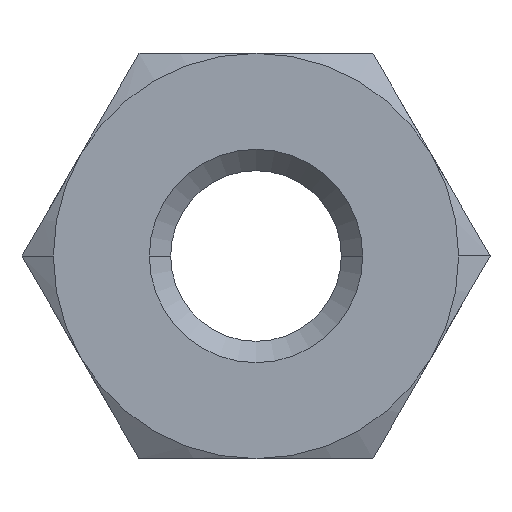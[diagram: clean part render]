
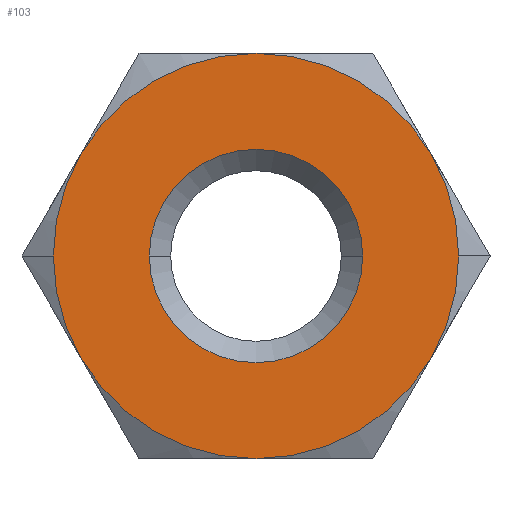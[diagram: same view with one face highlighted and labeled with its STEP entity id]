
A CAD part, left-side view. The second image highlights one B-rep face of the part: STEP entity #103.
In plain terms, the highlighted planar face has unit normal (-1, 0, 0).
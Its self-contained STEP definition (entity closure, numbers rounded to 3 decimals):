
#103=ADVANCED_FACE('',(#250,#251),#252,.T.);
#250=FACE_BOUND('',#428,.T.);
#251=FACE_OUTER_BOUND('',#429,.T.);
#252=PLANE('',#430);
#428=EDGE_LOOP('',(#882,#883));
#429=EDGE_LOOP('',(#884,#885,#886,#887,#888,#889,#890,#891));
#430=AXIS2_PLACEMENT_3D('',#892,#893,#894);
#882=ORIENTED_EDGE('',*,*,#1175,.T.);
#883=ORIENTED_EDGE('',*,*,#1174,.T.);
#884=ORIENTED_EDGE('',*,*,#1242,.F.);
#885=ORIENTED_EDGE('',*,*,#1228,.F.);
#886=ORIENTED_EDGE('',*,*,#1231,.F.);
#887=ORIENTED_EDGE('',*,*,#1233,.F.);
#888=ORIENTED_EDGE('',*,*,#1146,.F.);
#889=ORIENTED_EDGE('',*,*,#1237,.F.);
#890=ORIENTED_EDGE('',*,*,#1240,.F.);
#891=ORIENTED_EDGE('',*,*,#1142,.F.);
#892=CARTESIAN_POINT('',(-21.0,-4.75,0.0));
#893=DIRECTION('',(-1.0,0.,-0.0));
#894=DIRECTION('',(0.,1.0,0.0));
#1142=EDGE_CURVE('',#1351,#1354,#1355,.T.);
#1146=EDGE_CURVE('',#1360,#1358,#1362,.T.);
#1174=EDGE_CURVE('',#1410,#1412,#1414,.T.);
#1175=EDGE_CURVE('',#1412,#1410,#1415,.T.);
#1228=EDGE_CURVE('',#1488,#1490,#1491,.T.);
#1231=EDGE_CURVE('',#1494,#1488,#1496,.T.);
#1233=EDGE_CURVE('',#1358,#1494,#1498,.T.);
#1237=EDGE_CURVE('',#1502,#1360,#1504,.T.);
#1240=EDGE_CURVE('',#1354,#1502,#1508,.T.);
#1242=EDGE_CURVE('',#1490,#1351,#1510,.T.);
#1351=VERTEX_POINT('',#1715);
#1354=VERTEX_POINT('',#1719);
#1355=CIRCLE('',#1720,9.5);
#1358=VERTEX_POINT('',#1734);
#1360=VERTEX_POINT('',#1737);
#1362=CIRCLE('',#1750,9.5);
#1410=VERTEX_POINT('',#1854);
#1412=VERTEX_POINT('',#1857);
#1414=CIRCLE('',#1860,5.0);
#1415=CIRCLE('',#1861,5.0);
#1488=VERTEX_POINT('',#2160);
#1490=VERTEX_POINT('',#2173);
#1491=CIRCLE('',#2174,9.5);
#1494=VERTEX_POINT('',#2188);
#1496=CIRCLE('',#2201,9.5);
#1498=CIRCLE('',#2214,9.5);
#1502=VERTEX_POINT('',#2240);
#1504=CIRCLE('',#2253,9.5);
#1508=CIRCLE('',#2279,9.5);
#1510=CIRCLE('',#2292,9.5);
#1715=CARTESIAN_POINT('',(-21.0,-9.5,0.));
#1719=CARTESIAN_POINT('',(-21.0,-8.227,-4.75));
#1720=AXIS2_PLACEMENT_3D('',#2752,#2753,#2754);
#1734=CARTESIAN_POINT('',(-21.0,9.5,0.));
#1737=CARTESIAN_POINT('',(-21.0,8.227,-4.75));
#1750=AXIS2_PLACEMENT_3D('',#2756,#2757,#2758);
#1854=CARTESIAN_POINT('',(-21.0,5.0,0.));
#1857=CARTESIAN_POINT('',(-21.0,-5.0,0.));
#1860=AXIS2_PLACEMENT_3D('',#2800,#2801,#2802);
#1861=AXIS2_PLACEMENT_3D('',#2803,#2804,#2805);
#2160=CARTESIAN_POINT('',(-21.0,0.,9.5));
#2173=CARTESIAN_POINT('',(-21.0,-8.227,4.75));
#2174=AXIS2_PLACEMENT_3D('',#2887,#2888,#2889);
#2188=CARTESIAN_POINT('',(-21.0,8.227,4.75));
#2201=AXIS2_PLACEMENT_3D('',#2890,#2891,#2892);
#2214=AXIS2_PLACEMENT_3D('',#2893,#2894,#2895);
#2240=CARTESIAN_POINT('',(-21.0,0.0,-9.5));
#2253=AXIS2_PLACEMENT_3D('',#2896,#2897,#2898);
#2279=AXIS2_PLACEMENT_3D('',#2899,#2900,#2901);
#2292=AXIS2_PLACEMENT_3D('',#2902,#2903,#2904);
#2752=CARTESIAN_POINT('',(-21.0,0.0,0.0));
#2753=DIRECTION('',(1.0,0.,0.0));
#2754=DIRECTION('',(0.,-1.0,0.0));
#2756=CARTESIAN_POINT('',(-21.0,0.0,0.0));
#2757=DIRECTION('',(1.0,0.,0.0));
#2758=DIRECTION('',(0.,-1.0,0.0));
#2800=CARTESIAN_POINT('',(-21.0,0.0,0.0));
#2801=DIRECTION('',(1.0,0.,0.0));
#2802=DIRECTION('',(0.,1.0,0.0));
#2803=CARTESIAN_POINT('',(-21.0,0.0,0.0));
#2804=DIRECTION('',(1.0,0.,0.0));
#2805=DIRECTION('',(0.,1.0,0.0));
#2887=CARTESIAN_POINT('',(-21.0,0.0,0.0));
#2888=DIRECTION('',(1.0,0.,0.0));
#2889=DIRECTION('',(0.,-1.0,0.0));
#2890=CARTESIAN_POINT('',(-21.0,0.0,0.0));
#2891=DIRECTION('',(1.0,0.,0.0));
#2892=DIRECTION('',(0.,-1.0,0.0));
#2893=CARTESIAN_POINT('',(-21.0,0.0,0.0));
#2894=DIRECTION('',(1.0,0.,0.0));
#2895=DIRECTION('',(0.,-1.0,0.0));
#2896=CARTESIAN_POINT('',(-21.0,0.0,0.0));
#2897=DIRECTION('',(1.0,0.,0.0));
#2898=DIRECTION('',(0.,-1.0,0.0));
#2899=CARTESIAN_POINT('',(-21.0,0.0,0.0));
#2900=DIRECTION('',(1.0,0.,0.0));
#2901=DIRECTION('',(0.,-1.0,0.0));
#2902=CARTESIAN_POINT('',(-21.0,0.0,0.0));
#2903=DIRECTION('',(1.0,0.,0.0));
#2904=DIRECTION('',(0.,-1.0,0.0));
